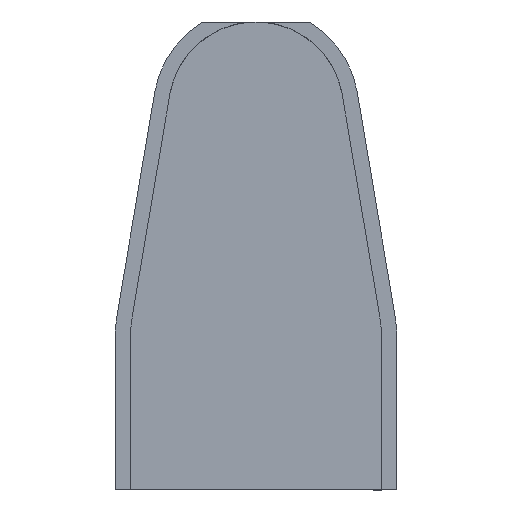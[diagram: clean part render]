
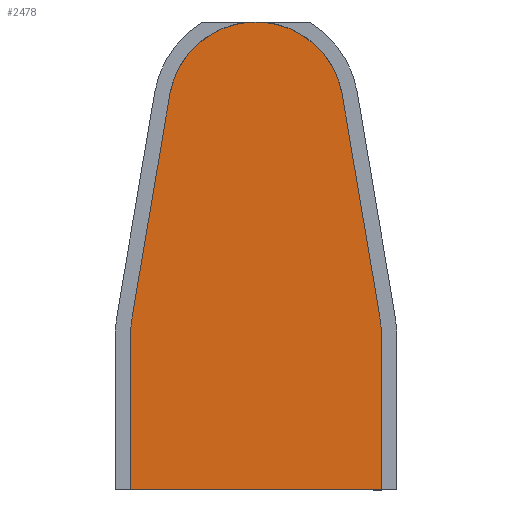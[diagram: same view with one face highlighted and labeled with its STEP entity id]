
A CAD part, top view. The second image highlights one B-rep face of the part: STEP entity #2478.
In plain terms, the highlighted planar face has unit normal (0, 0, 1).
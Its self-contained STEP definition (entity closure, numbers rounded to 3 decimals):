
#41=CIRCLE('',#2576,11.5);
#43=CIRCLE('',#2580,16.5);
#45=CIRCLE('',#2583,16.5);
#336=FACE_OUTER_BOUND('',#478,.T.);
#478=EDGE_LOOP('',(#2187,#2188,#2189,#2190,#2191,#2192,#2193,#2194));
#688=LINE('',#4593,#921);
#693=LINE('',#4608,#926);
#697=LINE('',#4625,#930);
#701=LINE('',#4632,#934);
#702=LINE('',#4634,#935);
#921=VECTOR('',#2925,10.);
#926=VECTOR('',#2940,10.);
#930=VECTOR('',#2958,10.);
#934=VECTOR('',#2964,10.);
#935=VECTOR('',#2967,10.);
#1171=VERTEX_POINT('',#4590);
#1172=VERTEX_POINT('',#4592);
#1175=VERTEX_POINT('',#4600);
#1177=VERTEX_POINT('',#4606);
#1179=VERTEX_POINT('',#4612);
#1181=VERTEX_POINT('',#4618);
#1183=VERTEX_POINT('',#4624);
#1185=VERTEX_POINT('',#4630);
#1508=EDGE_CURVE('',#1172,#1171,#688,.T.);
#1513=EDGE_CURVE('',#1171,#1175,#41,.T.);
#1516=EDGE_CURVE('',#1175,#1177,#693,.T.);
#1519=EDGE_CURVE('',#1177,#1179,#43,.T.);
#1521=EDGE_CURVE('',#1181,#1172,#45,.T.);
#1524=EDGE_CURVE('',#1183,#1181,#697,.T.);
#1528=EDGE_CURVE('',#1179,#1185,#701,.T.);
#1529=EDGE_CURVE('',#1185,#1183,#702,.T.);
#2187=ORIENTED_EDGE('',*,*,#1528,.T.);
#2188=ORIENTED_EDGE('',*,*,#1529,.T.);
#2189=ORIENTED_EDGE('',*,*,#1524,.T.);
#2190=ORIENTED_EDGE('',*,*,#1521,.T.);
#2191=ORIENTED_EDGE('',*,*,#1508,.T.);
#2192=ORIENTED_EDGE('',*,*,#1513,.T.);
#2193=ORIENTED_EDGE('',*,*,#1516,.T.);
#2194=ORIENTED_EDGE('',*,*,#1519,.T.);
#2352=PLANE('',#2586);
#2478=ADVANCED_FACE('',(#336),#2352,.F.);
#2576=AXIS2_PLACEMENT_3D('',#4602,#2934,#2935);
#2580=AXIS2_PLACEMENT_3D('',#4614,#2946,#2947);
#2583=AXIS2_PLACEMENT_3D('',#4619,#2952,#2953);
#2586=AXIS2_PLACEMENT_3D('',#4633,#2965,#2966);
#2925=DIRECTION('',(0.167,-0.986,0.));
#2934=DIRECTION('center_axis',(0.,0.,
1.));
#2935=DIRECTION('ref_axis',(-0.515,-0.857,0.));
#2940=DIRECTION('',(0.167,0.986,0.));
#2946=DIRECTION('center_axis',(0.,0.,
1.));
#2947=DIRECTION('ref_axis',(1.,0.,0.));
#2952=DIRECTION('center_axis',(0.,0.,
1.));
#2953=DIRECTION('ref_axis',(-0.986,-0.167,0.));
#2958=DIRECTION('',(0.,-1.,0.));
#2964=DIRECTION('',(0.,1.,0.));
#2965=DIRECTION('center_axis',(0.,0.,
-1.));
#2966=DIRECTION('ref_axis',(1.,0.,0.));
#2967=DIRECTION('',(-1.,0.,0.));
#4590=CARTESIAN_POINT('',(167.161,-7.117,2.9));
#4592=CARTESIAN_POINT('',(162.231,22.05,2.9));
#4593=CARTESIAN_POINT('',(163.135,16.703,2.9));
#4600=CARTESIAN_POINT('',(189.839,-7.117,2.9));
#4602=CARTESIAN_POINT('Origin',(178.5,-5.2,2.9));
#4606=CARTESIAN_POINT('',(194.769,22.05,2.9));
#4608=CARTESIAN_POINT('',(191.4,2.119,2.9));
#4612=CARTESIAN_POINT('',(195.,24.8,2.9));
#4614=CARTESIAN_POINT('Origin',(178.5,24.8,2.9));
#4618=CARTESIAN_POINT('',(162.,24.8,2.9));
#4619=CARTESIAN_POINT('Origin',(178.5,24.8,2.9));
#4624=CARTESIAN_POINT('',(162.,44.8,2.9));
#4625=CARTESIAN_POINT('',(162.,29.3,2.9));
#4630=CARTESIAN_POINT('',(195.,44.8,2.9));
#4632=CARTESIAN_POINT('',(195.,19.3,2.9));
#4633=CARTESIAN_POINT('Origin',(178.5,13.8,2.9));
#4634=CARTESIAN_POINT('',(159.5,44.8,2.9));
